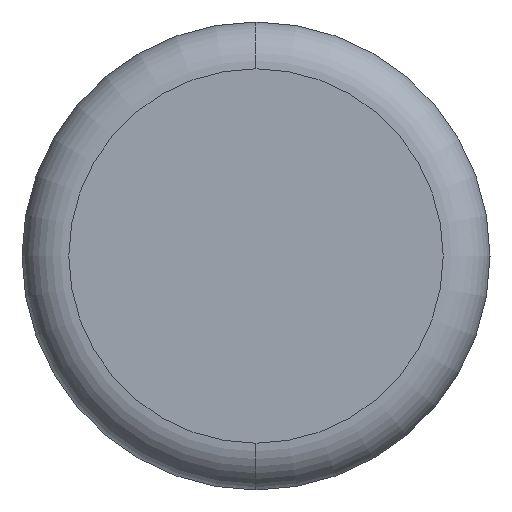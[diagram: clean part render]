
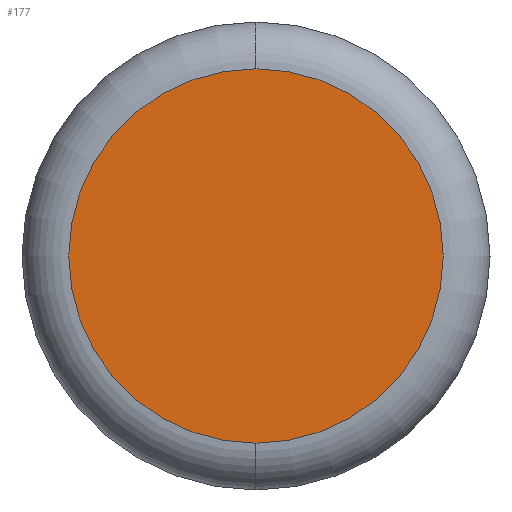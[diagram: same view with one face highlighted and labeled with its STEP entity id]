
A CAD part, left-side view. The second image highlights one B-rep face of the part: STEP entity #177.
In plain terms, the highlighted planar face has unit normal (-1, 0, 0).
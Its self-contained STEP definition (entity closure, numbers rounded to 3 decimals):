
#9 = AXIS2_PLACEMENT_3D ( 'NONE', #311, #116, #309 ) ;
#10 = DIRECTION ( 'NONE',  ( 0., 0., 1. ) ) ;
#33 = CARTESIAN_POINT ( 'NONE',  ( 0., 0., 0. ) ) ;
#50 = EDGE_CURVE ( 'NONE', #232, #368, #476, .T. ) ;
#75 = CARTESIAN_POINT ( 'NONE',  ( 0., 0., 4. ) ) ;
#111 = CIRCLE ( 'NONE', #136, 4. ) ;
#113 = ORIENTED_EDGE ( 'NONE', *, *, #250, .T. ) ;
#116 = DIRECTION ( 'NONE',  ( -1., 0., 0. ) ) ;
#136 = AXIS2_PLACEMENT_3D ( 'NONE', #351, #273, #10 ) ;
#177 = ADVANCED_FACE ( 'NONE', ( #289 ), #450, .F. ) ;
#188 = DIRECTION ( 'NONE',  ( 1., 0., 0. ) ) ;
#232 = VERTEX_POINT ( 'NONE', #460 ) ;
#250 = EDGE_CURVE ( 'NONE', #368, #232, #111, .T. ) ;
#273 = DIRECTION ( 'NONE',  ( -1., 0., 0. ) ) ;
#289 = FACE_OUTER_BOUND ( 'NONE', #490, .T. ) ;
#309 = DIRECTION ( 'NONE',  ( 0., 0., 1. ) ) ;
#311 = CARTESIAN_POINT ( 'NONE',  ( 0., 0., 0. ) ) ;
#344 = DIRECTION ( 'NONE',  ( 0., 0., -1. ) ) ;
#351 = CARTESIAN_POINT ( 'NONE',  ( 0., 0., 0. ) ) ;
#368 = VERTEX_POINT ( 'NONE', #75 ) ;
#385 = ORIENTED_EDGE ( 'NONE', *, *, #50, .T. ) ;
#419 = AXIS2_PLACEMENT_3D ( 'NONE', #33, #188, #344 ) ;
#450 = PLANE ( 'NONE',  #419 ) ;
#460 = CARTESIAN_POINT ( 'NONE',  ( 0., 0., -4. ) ) ;
#476 = CIRCLE ( 'NONE', #9, 4. ) ;
#490 = EDGE_LOOP ( 'NONE', ( #113, #385 ) ) ;
